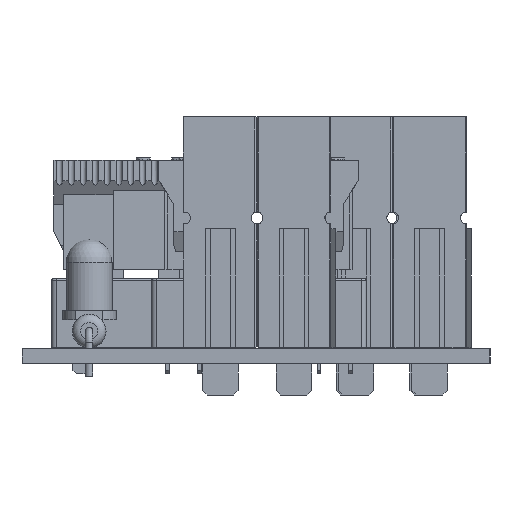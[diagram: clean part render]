
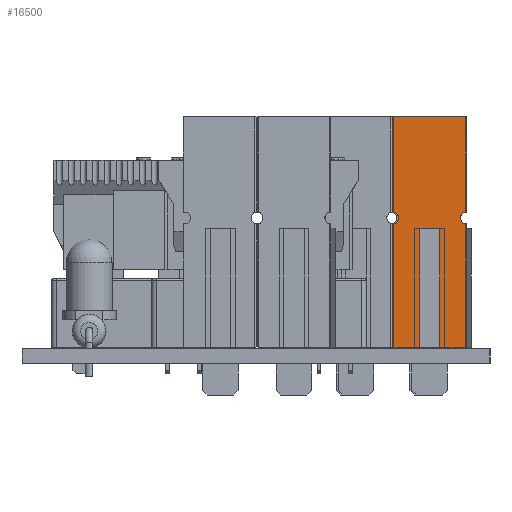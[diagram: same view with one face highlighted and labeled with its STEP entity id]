
A CAD part, left-side view. The second image highlights one B-rep face of the part: STEP entity #16500.
In plain terms, the highlighted face is planar.
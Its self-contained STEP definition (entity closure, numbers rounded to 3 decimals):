
#14934 = VERTEX_POINT('',#14935);
#14935 = CARTESIAN_POINT('',(11.684,-3.937,13.221));
#14942 = EDGE_CURVE('',#14934,#14943,#14945,.T.);
#14943 = VERTEX_POINT('',#14944);
#14944 = CARTESIAN_POINT('',(11.684,-3.937,14.465));
#14945 = CIRCLE('',#14946,0.635);
#14946 = AXIS2_PLACEMENT_3D('',#14947,#14948,#14949);
#14947 = CARTESIAN_POINT('',(11.811,-3.937,13.843));
#14948 = DIRECTION('',(0.,1.,0.));
#14949 = DIRECTION('',(-1.,0.,0.));
#15047 = VERTEX_POINT('',#15048);
#15048 = CARTESIAN_POINT('',(4.064,-3.937,14.465));
#15055 = EDGE_CURVE('',#15047,#15056,#15058,.T.);
#15056 = VERTEX_POINT('',#15057);
#15057 = CARTESIAN_POINT('',(4.064,-3.937,13.221));
#15058 = CIRCLE('',#15059,0.635);
#15059 = AXIS2_PLACEMENT_3D('',#15060,#15061,#15062);
#15060 = CARTESIAN_POINT('',(3.937,-3.937,13.843));
#15061 = DIRECTION('',(0.,1.,0.));
#15062 = DIRECTION('',(-1.,0.,0.));
#15364 = EDGE_CURVE('',#14934,#15365,#15367,.T.);
#15365 = VERTEX_POINT('',#15366);
#15366 = CARTESIAN_POINT('',(11.684,-3.937,0.));
#15367 = LINE('',#15368,#15369);
#15368 = CARTESIAN_POINT('',(11.684,-3.937,18.479));
#15369 = VECTOR('',#15370,1.);
#15370 = DIRECTION('',(0.,0.,-1.));
#15627 = EDGE_CURVE('',#15047,#15628,#15630,.T.);
#15628 = VERTEX_POINT('',#15629);
#15629 = CARTESIAN_POINT('',(4.064,-3.937,24.638));
#15630 = LINE('',#15631,#15632);
#15631 = CARTESIAN_POINT('',(4.064,-3.937,18.479));
#15632 = VECTOR('',#15633,1.);
#15633 = DIRECTION('',(0.,0.,1.));
#15675 = VERTEX_POINT('',#15676);
#15676 = CARTESIAN_POINT('',(4.064,-3.937,0.));
#15682 = EDGE_CURVE('',#15675,#15056,#15683,.T.);
#15683 = LINE('',#15684,#15685);
#15684 = CARTESIAN_POINT('',(4.064,-3.937,18.479));
#15685 = VECTOR('',#15686,1.);
#15686 = DIRECTION('',(0.,0.,1.));
#16229 = EDGE_CURVE('',#16230,#15365,#16232,.T.);
#16230 = VERTEX_POINT('',#16231);
#16231 = CARTESIAN_POINT('',(8.954,-3.937,0.));
#16232 = LINE('',#16233,#16234);
#16233 = CARTESIAN_POINT('',(3.937,-3.937,0.));
#16234 = VECTOR('',#16235,1.);
#16235 = DIRECTION('',(1.,0.,0.));
#16254 = VERTEX_POINT('',#16255);
#16255 = CARTESIAN_POINT('',(6.795,-3.937,0.));
#16261 = EDGE_CURVE('',#15675,#16254,#16262,.T.);
#16262 = LINE('',#16263,#16264);
#16263 = CARTESIAN_POINT('',(3.937,-3.937,0.));
#16264 = VECTOR('',#16265,1.);
#16265 = DIRECTION('',(1.,0.,0.));
#16419 = EDGE_CURVE('',#15628,#16420,#16422,.T.);
#16420 = VERTEX_POINT('',#16421);
#16421 = CARTESIAN_POINT('',(11.684,-3.937,24.638));
#16422 = LINE('',#16423,#16424);
#16423 = CARTESIAN_POINT('',(3.937,-3.937,24.638));
#16424 = VECTOR('',#16425,1.);
#16425 = DIRECTION('',(1.,0.,0.));
#16500 = ADVANCED_FACE('',(#16501),#16539,.T.);
#16501 = FACE_BOUND('',#16502,.T.);
#16502 = EDGE_LOOP('',(#16503,#16504,#16510,#16511,#16512,#16513,#16514,
    #16515,#16523,#16531,#16537,#16538));
#16503 = ORIENTED_EDGE('',*,*,#14942,.T.);
#16504 = ORIENTED_EDGE('',*,*,#16505,.F.);
#16505 = EDGE_CURVE('',#16420,#14943,#16506,.T.);
#16506 = LINE('',#16507,#16508);
#16507 = CARTESIAN_POINT('',(11.684,-3.937,18.479));
#16508 = VECTOR('',#16509,1.);
#16509 = DIRECTION('',(0.,0.,-1.));
#16510 = ORIENTED_EDGE('',*,*,#16419,.F.);
#16511 = ORIENTED_EDGE('',*,*,#15627,.F.);
#16512 = ORIENTED_EDGE('',*,*,#15055,.T.);
#16513 = ORIENTED_EDGE('',*,*,#15682,.F.);
#16514 = ORIENTED_EDGE('',*,*,#16261,.T.);
#16515 = ORIENTED_EDGE('',*,*,#16516,.T.);
#16516 = EDGE_CURVE('',#16254,#16517,#16519,.T.);
#16517 = VERTEX_POINT('',#16518);
#16518 = CARTESIAN_POINT('',(6.795,-3.937,12.7));
#16519 = LINE('',#16520,#16521);
#16520 = CARTESIAN_POINT('',(6.795,-3.937,12.319));
#16521 = VECTOR('',#16522,1.);
#16522 = DIRECTION('',(0.,0.,1.));
#16523 = ORIENTED_EDGE('',*,*,#16524,.T.);
#16524 = EDGE_CURVE('',#16517,#16525,#16527,.T.);
#16525 = VERTEX_POINT('',#16526);
#16526 = CARTESIAN_POINT('',(8.954,-3.937,12.7));
#16527 = LINE('',#16528,#16529);
#16528 = CARTESIAN_POINT('',(5.906,-3.937,12.7));
#16529 = VECTOR('',#16530,1.);
#16530 = DIRECTION('',(1.,0.,0.));
#16531 = ORIENTED_EDGE('',*,*,#16532,.T.);
#16532 = EDGE_CURVE('',#16525,#16230,#16533,.T.);
#16533 = LINE('',#16534,#16535);
#16534 = CARTESIAN_POINT('',(8.954,-3.937,12.319));
#16535 = VECTOR('',#16536,1.);
#16536 = DIRECTION('',(0.,0.,-1.));
#16537 = ORIENTED_EDGE('',*,*,#16229,.T.);
#16538 = ORIENTED_EDGE('',*,*,#15364,.F.);
#16539 = PLANE('',#16540);
#16540 = AXIS2_PLACEMENT_3D('',#16541,#16542,#16543);
#16541 = CARTESIAN_POINT('',(3.937,-3.937,24.638));
#16542 = DIRECTION('',(0.,-1.,0.));
#16543 = DIRECTION('',(0.,0.,-1.));
